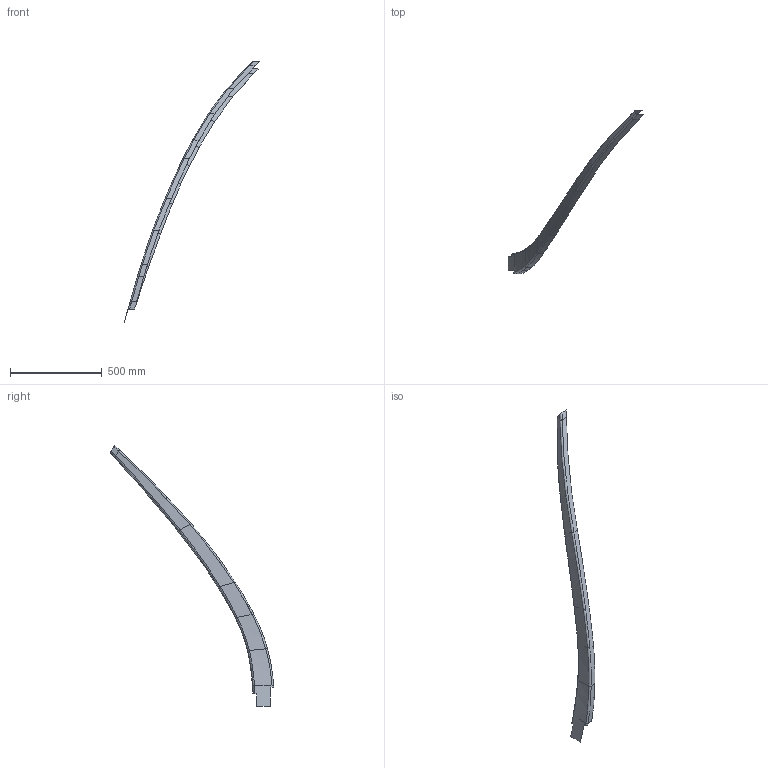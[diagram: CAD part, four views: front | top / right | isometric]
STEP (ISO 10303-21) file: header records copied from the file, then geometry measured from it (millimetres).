
FILE_DESCRIPTION(('CAx-IF Rec.Pracs.---Model Styling and Organization---1.2---2011-12-15','CAx-IF Rec.Pracs.---Geometric and Assembly Validation Properties---4.3---2015-07-16','CAx-IF Rec.Pracs.---Representation and Presentation of Product Manufacturing Information (PMI)---4.0.3---2016-08-25'),'2;1');
FILE_NAME('mesh_spar3.stp','2024-01-03T11:47:44+01:00',(' '),(''),'HyperWorksVersion-2022.3.0.24','3D_Kernel_IO2022 SP3 by CT CoreTechnologie',' ');
FILE_SCHEMA(('AP203_CONFIGURATION_CONTROLLED_3D_DESIGN_OF_MECHANICAL_PARTS_AND_ASSEMBLIES_MIM_LF'));
Length unit declared in the file: metre
Products named in the file (1): Model
Bounding box: 739.82 x 890.91 x 1422.3 mm (x, y, z)
Surface area: 254735.7 mm2 (no closed solid volume)
Topology: 0 solids, 1 shells, 34 faces, 86 edges, 53 vertices
Faces by surface type: bspline 31, plane 3
Entity records: 7583 total; most frequent: CARTESIAN_POINT 6556, ORIENTED_EDGE 144, DIRECTION 140, EDGE_CURVE 86, VERTEX_POINT 53, AXIS2_PLACEMENT_3D 50, CIRCLE 46, VECTOR 40
